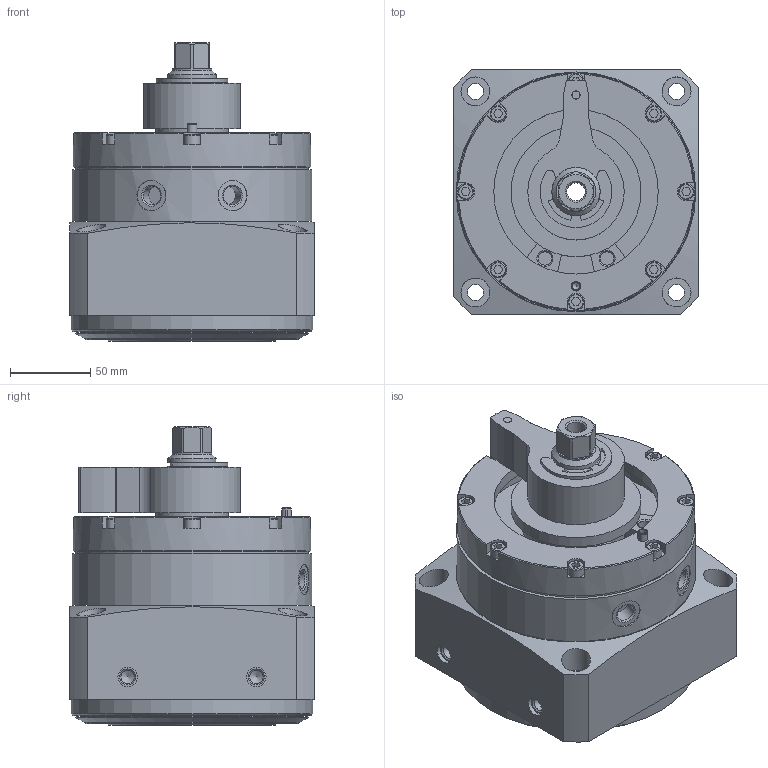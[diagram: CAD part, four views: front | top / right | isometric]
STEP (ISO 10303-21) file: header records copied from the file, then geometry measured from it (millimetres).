
FILE_DESCRIPTION(/* description */ ('STEP AP214'),/* implementation_level */ '2;1');
FILE_NAME(/* name */ '1369115_DSM-63-270-HD-A-B',/* time_stamp */ '2024-08-21T18:53:02+02:00',/* author */ ('License CC BY-ND 4.0'),/* organization */ ('CADENAS'),/* preprocessor_version */ 'ST-DEVELOPER v19.3',/* originating_system */ 'PARTsolutions',/* authorisation */ ' ');
FILE_SCHEMA (('AUTOMOTIVE_DESIGN {1 0 10303 214 3 1 1}'));
Length unit declared in the file: millimetre
Products named in the file (4): 1369115 DSM-63-270-HD-A-B---(0); 1365240 DSM-63-270-HD---(Geh); 714510 DSM-63_NS; 1365240 DSM-63-270-HD---(Kol)
Assembly tree (4 placements, depth 2):
  1369115 DSM-63-270-HD-A-B---(0)
    1365240 DSM-63-270-HD---(Geh)
    714510 DSM-63_NS  x2
    1365240 DSM-63-270-HD---(Kol)
Bounding box: 152 x 152 x 185.5 mm (x, y, z)
Volume: 2106957.7 mm3; surface area: 291648.8 mm2
Topology: 4 solids, 4 shells, 437 faces, 1013 edges, 660 vertices
Faces by surface type: plane 232, cylinder 138, cone 55, torus 12
Full cylindrical faces by diameter (mm): 3.1 x2, 5.1 x2, 6 x1, 6.647 x4, 8.376 x8, 10 x8, 10.106 x4, 10.2 x4, 11.445 x3, 12 x10, 13 x4, 15 x4, 18 x4, 19 x2, 20 x1, 24 x1, 24.6 x1, 25 x1, 30 x2, 35 x2, 40 x2, 45 x1, 69 x1, 80.75 x1, 102.25 x1, 116 x1, 123 x2, 129 x1, 132 x2, 134 x1
Entity records: 12575 total; most frequent: CARTESIAN_POINT 2069, DIRECTION 1983, ORIENTED_EDGE 1610, EDGE_CURVE 805, AXIS2_PLACEMENT_3D 781, FACE_BOUND 668, EDGE_LOOP 659, VERTEX_POINT 613
